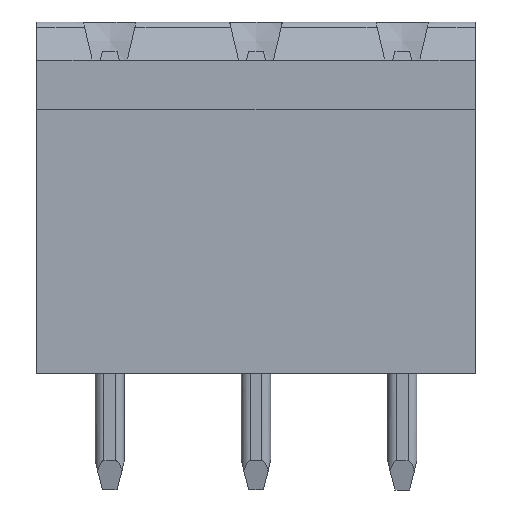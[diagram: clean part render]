
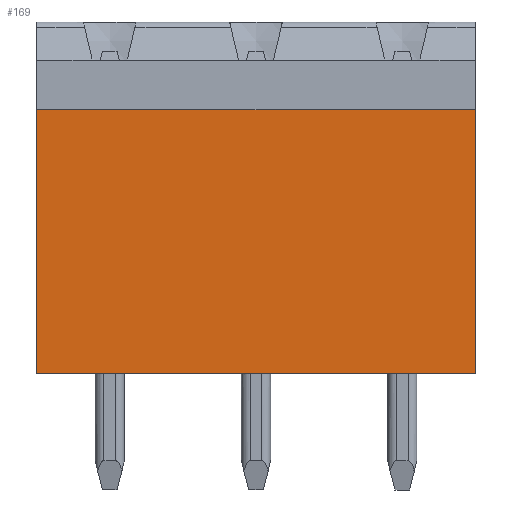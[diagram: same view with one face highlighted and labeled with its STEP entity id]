
A CAD part, front view. The second image highlights one B-rep face of the part: STEP entity #169.
In plain terms, the highlighted planar face has unit normal (0, -1, -0.022).
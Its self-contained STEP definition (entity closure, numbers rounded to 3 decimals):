
#169=ADVANCED_FACE('',(#396),#299,.F.);
#299=PLANE('',#2554);
#396=FACE_OUTER_BOUND('',#533,.T.);
#533=EDGE_LOOP('',(#791,#792,#793,#794));
#791=ORIENTED_EDGE('',*,*,#1732,.F.);
#792=ORIENTED_EDGE('',*,*,#1733,.T.);
#793=ORIENTED_EDGE('',*,*,#1729,.F.);
#794=ORIENTED_EDGE('',*,*,#1734,.T.);
#1488=VERTEX_POINT('',#3626);
#1489=VERTEX_POINT('',#3627);
#1490=VERTEX_POINT('',#3632);
#1491=VERTEX_POINT('',#3633);
#1729=EDGE_CURVE('',#1488,#1489,#2059,.T.);
#1732=EDGE_CURVE('',#1490,#1491,#2062,.T.);
#1733=EDGE_CURVE('',#1490,#1489,#2063,.T.);
#1734=EDGE_CURVE('',#1488,#1491,#2064,.T.);
#2059=LINE('',#3625,#2305);
#2062=LINE('',#3631,#2308);
#2063=LINE('',#3634,#2309);
#2064=LINE('',#3635,#2310);
#2305=VECTOR('',#2871,1.);
#2308=VECTOR('',#2876,1.);
#2309=VECTOR('',#2877,1.);
#2310=VECTOR('',#2878,1.);
#2554=AXIS2_PLACEMENT_3D('',#3636,#2879,#2880);
#2871=DIRECTION('',(1.,0.,0.));
#2876=DIRECTION('',(-1.,0.,0.));
#2877=DIRECTION('',(0.,-0.022,1.));
#2878=DIRECTION('',(0.,0.022,-1.));
#2879=DIRECTION('',(0.,1.,0.022));
#2880=DIRECTION('',(0.,0.022,-1.));
#3625=CARTESIAN_POINT('',(0.,0.8,-3.));
#3626=CARTESIAN_POINT('',(0.,0.8,-3.));
#3627=CARTESIAN_POINT('',(15.,0.8,-3.));
#3631=CARTESIAN_POINT('',(25.,1.,-12.));
#3632=CARTESIAN_POINT('',(15.,1.,-12.));
#3633=CARTESIAN_POINT('',(0.,1.,-12.));
#3634=CARTESIAN_POINT('',(15.,0.9,-7.5));
#3635=CARTESIAN_POINT('',(0.,0.8,-3.));
#3636=CARTESIAN_POINT('',(22.5,0.9,-7.5));
